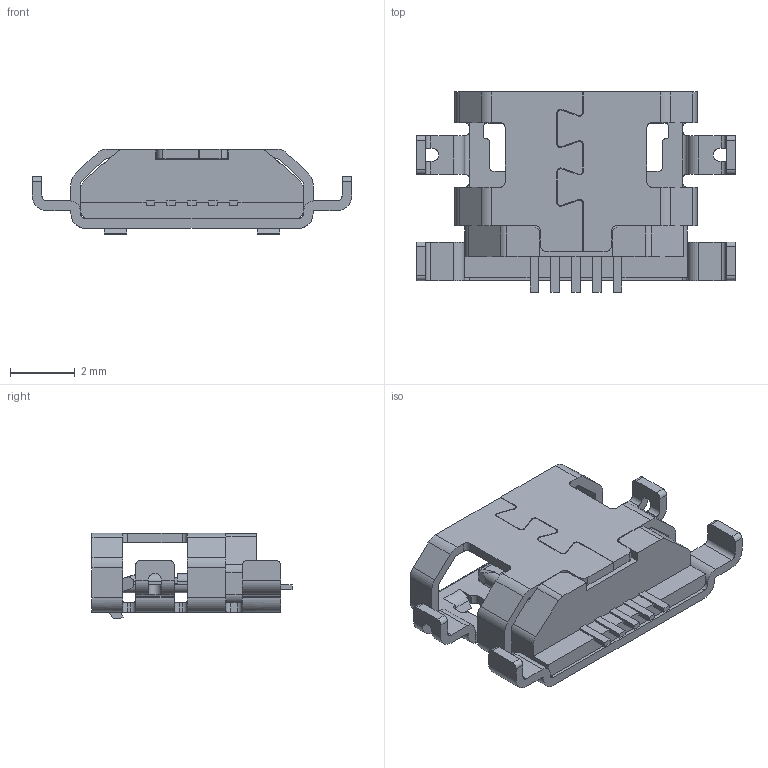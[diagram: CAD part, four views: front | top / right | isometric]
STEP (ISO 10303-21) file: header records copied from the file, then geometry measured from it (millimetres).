
FILE_DESCRIPTION(('CoCreate Modeling STEP Export'),'2;1');
FILE_NAME('010101010-022 沉板1.6 四脚插板 无翻边.stp','2017-02-20T11:59:48',(''),(''),'CoCreate Modeling STEP processor for AP214 (Solid Model)','CoCreate Modeling 16.00 13-May-2008 (C) Parametric Technology GmbH','');
FILE_SCHEMA(('AUTOMOTIVE_DESIGN { 1 0 10303 214 1 1 1 1 }'));
Length unit declared in the file: millimetre
Products named in the file (4): SHELL2; .stp; .stp; .stp
Assembly tree (3 placements, depth 4):
  .stp
  .stp
  .stp
        SHELL2
Bounding box: 9.9 x 6.2 x 2.65 mm (x, y, z)
Volume: 49.1 mm3; surface area: 273.2 mm2
Topology: 1 solids, 1 shells, 599 faces, 1690 edges, 1069 vertices
Faces by surface type: plane 374, cylinder 207, cone 10, torus 8
Entity records: 19270 total; most frequent: CARTESIAN_POINT 3786, ORIENTED_EDGE 3382, DIRECTION 3096, EDGE_CURVE 1691, VECTOR 1182, LINE 1182, VERTEX_POINT 1069, AXIS2_PLACEMENT_3D 957
